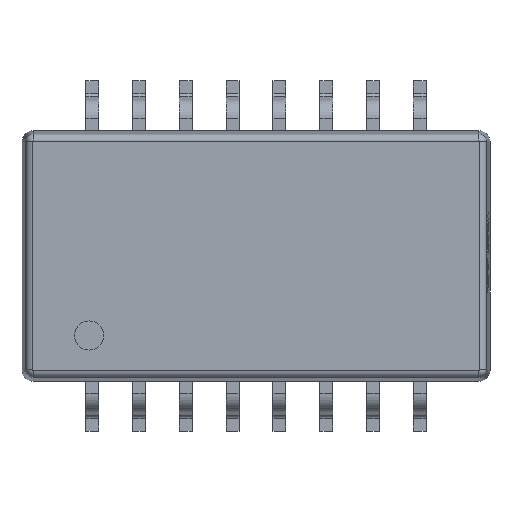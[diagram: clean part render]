
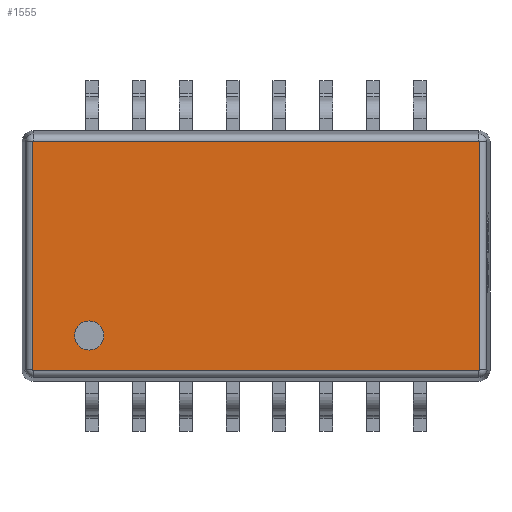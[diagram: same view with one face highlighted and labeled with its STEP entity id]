
A CAD part, top view. The second image highlights one B-rep face of the part: STEP entity #1555.
In plain terms, the highlighted planar face has unit normal (0, 0, 1).
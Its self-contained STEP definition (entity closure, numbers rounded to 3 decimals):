
#23 = DIRECTION ( 'NONE',  ( 0., 0., 1. ) ) ;
#41 = CARTESIAN_POINT ( 'NONE',  ( -6.05, -3.1, 3. ) ) ;
#166 = CARTESIAN_POINT ( 'NONE',  ( 6.05, -3.102, 3. ) ) ;
#372 = CARTESIAN_POINT ( 'NONE',  ( 6.052, -3.1, 3. ) ) ;
#678 = AXIS2_PLACEMENT_3D ( 'NONE', #12837, #4440, #18270 ) ;
#719 = CARTESIAN_POINT ( 'NONE',  ( -6.052, -3.1, 3. ) ) ;
#1112 = VERTEX_POINT ( 'NONE', #5607 ) ;
#1512 = ORIENTED_EDGE ( 'NONE', *, *, #4628, .T. ) ;
#1555 = ADVANCED_FACE ( 'NONE', ( #13285, #11360 ), #6122, .F. ) ;
#1699 = CARTESIAN_POINT ( 'NONE',  ( -6.05, 3.1, 3. ) ) ;
#1701 = AXIS2_PLACEMENT_3D ( 'NONE', #41, #13548, #8776 ) ;
#1803 = DIRECTION ( 'NONE',  ( -1., 0., 0. ) ) ;
#2254 = EDGE_CURVE ( 'NONE', #19690, #1112, #19638, .T. ) ;
#2445 = EDGE_CURVE ( 'NONE', #22445, #20864, #17906, .T. ) ;
#2533 = ORIENTED_EDGE ( 'NONE', *, *, #18763, .T. ) ;
#2790 = LINE ( 'NONE', #19919, #14682 ) ;
#2825 = EDGE_LOOP ( 'NONE', ( #16518, #3551, #5195, #10265, #8248, #14401, #1512, #2533 ) ) ;
#2871 = CARTESIAN_POINT ( 'NONE',  ( 6.052, 3.1, 3. ) ) ;
#3206 = DIRECTION ( 'NONE',  ( 0., -1., 0. ) ) ;
#3241 = EDGE_CURVE ( 'NONE', #20864, #4748, #18730, .T. ) ;
#3413 = CARTESIAN_POINT ( 'NONE',  ( -6.052, 3.1, 3. ) ) ;
#3551 = ORIENTED_EDGE ( 'NONE', *, *, #6457, .T. ) ;
#3674 = EDGE_LOOP ( 'NONE', ( #15345, #4957 ) ) ;
#3919 = CARTESIAN_POINT ( 'NONE',  ( -4.529, -2.164, 3. ) ) ;
#4440 = DIRECTION ( 'NONE',  ( 0., 0., -1. ) ) ;
#4470 = VERTEX_POINT ( 'NONE', #10418 ) ;
#4628 = EDGE_CURVE ( 'NONE', #4748, #14340, #11146, .T. ) ;
#4748 = VERTEX_POINT ( 'NONE', #719 ) ;
#4957 = ORIENTED_EDGE ( 'NONE', *, *, #2254, .F. ) ;
#5195 = ORIENTED_EDGE ( 'NONE', *, *, #13825, .T. ) ;
#5260 = AXIS2_PLACEMENT_3D ( 'NONE', #13069, #7478, #5657 ) ;
#5349 = CIRCLE ( 'NONE', #5719, 0.396 ) ;
#5607 = CARTESIAN_POINT ( 'NONE',  ( -4.133, -2.164, 3. ) ) ;
#5657 = DIRECTION ( 'NONE',  ( -1., 0., 0. ) ) ;
#5719 = AXIS2_PLACEMENT_3D ( 'NONE', #3919, #12651, #19580 ) ;
#6054 = DIRECTION ( 'NONE',  ( -1., 0., 0. ) ) ;
#6122 = PLANE ( 'NONE',  #678 ) ;
#6457 = EDGE_CURVE ( 'NONE', #13962, #17945, #2790, .T. ) ;
#6543 = EDGE_CURVE ( 'NONE', #4470, #13962, #17197, .T. ) ;
#7076 = DIRECTION ( 'NONE',  ( 1., 0., 0. ) ) ;
#7478 = DIRECTION ( 'NONE',  ( 0., 0., 1. ) ) ;
#7579 = DIRECTION ( 'NONE',  ( -1., 0., 0. ) ) ;
#7686 = VERTEX_POINT ( 'NONE', #8064 ) ;
#8064 = CARTESIAN_POINT ( 'NONE',  ( 6.05, 3.102, 3. ) ) ;
#8248 = ORIENTED_EDGE ( 'NONE', *, *, #2445, .T. ) ;
#8501 = CARTESIAN_POINT ( 'NONE',  ( -6.05, 3.102, 3. ) ) ;
#8776 = DIRECTION ( 'NONE',  ( -1., 0., 0. ) ) ;
#9831 = AXIS2_PLACEMENT_3D ( 'NONE', #17280, #23, #20465 ) ;
#10265 = ORIENTED_EDGE ( 'NONE', *, *, #14507, .T. ) ;
#10418 = CARTESIAN_POINT ( 'NONE',  ( 6.05, -3.102, 3. ) ) ;
#11136 = VECTOR ( 'NONE', #7579, 1000. ) ;
#11146 = CIRCLE ( 'NONE', #1701, 0.002 ) ;
#11360 = FACE_OUTER_BOUND ( 'NONE', #2825, .T. ) ;
#11402 = DIRECTION ( 'NONE',  ( 0., 0., 1. ) ) ;
#12039 = DIRECTION ( 'NONE',  ( 0., 0., 1. ) ) ;
#12651 = DIRECTION ( 'NONE',  ( 0., 0., 1. ) ) ;
#12837 = CARTESIAN_POINT ( 'NONE',  ( 6.05, 3.1, 3. ) ) ;
#13069 = CARTESIAN_POINT ( 'NONE',  ( 6.05, 3.1, 3. ) ) ;
#13285 = FACE_BOUND ( 'NONE', #3674, .T. ) ;
#13548 = DIRECTION ( 'NONE',  ( 0., 0., 1. ) ) ;
#13825 = EDGE_CURVE ( 'NONE', #17945, #7686, #19774, .T. ) ;
#13962 = VERTEX_POINT ( 'NONE', #372 ) ;
#14340 = VERTEX_POINT ( 'NONE', #22034 ) ;
#14401 = ORIENTED_EDGE ( 'NONE', *, *, #3241, .T. ) ;
#14507 = EDGE_CURVE ( 'NONE', #7686, #22445, #20165, .T. ) ;
#14682 = VECTOR ( 'NONE', #16711, 1000. ) ;
#14838 = CARTESIAN_POINT ( 'NONE',  ( 6.05, 3.102, 3. ) ) ;
#15104 = CARTESIAN_POINT ( 'NONE',  ( -4.924, -2.164, 3. ) ) ;
#15345 = ORIENTED_EDGE ( 'NONE', *, *, #21959, .F. ) ;
#15762 = AXIS2_PLACEMENT_3D ( 'NONE', #1699, #12039, #1803 ) ;
#16387 = VECTOR ( 'NONE', #7076, 1000. ) ;
#16518 = ORIENTED_EDGE ( 'NONE', *, *, #6543, .T. ) ;
#16711 = DIRECTION ( 'NONE',  ( 0., 1., 0. ) ) ;
#17197 = CIRCLE ( 'NONE', #17914, 0.002 ) ;
#17280 = CARTESIAN_POINT ( 'NONE',  ( -4.529, -2.164, 3. ) ) ;
#17415 = LINE ( 'NONE', #166, #16387 ) ;
#17906 = CIRCLE ( 'NONE', #15762, 0.002 ) ;
#17914 = AXIS2_PLACEMENT_3D ( 'NONE', #21636, #11402, #6054 ) ;
#17945 = VERTEX_POINT ( 'NONE', #2871 ) ;
#18270 = DIRECTION ( 'NONE',  ( -1., 0., 0. ) ) ;
#18730 = LINE ( 'NONE', #3413, #21724 ) ;
#18763 = EDGE_CURVE ( 'NONE', #14340, #4470, #17415, .T. ) ;
#19580 = DIRECTION ( 'NONE',  ( 1., 0., 0. ) ) ;
#19638 = CIRCLE ( 'NONE', #9831, 0.396 ) ;
#19690 = VERTEX_POINT ( 'NONE', #15104 ) ;
#19774 = CIRCLE ( 'NONE', #5260, 0.002 ) ;
#19919 = CARTESIAN_POINT ( 'NONE',  ( 6.052, 3.1, 3. ) ) ;
#20165 = LINE ( 'NONE', #14838, #11136 ) ;
#20465 = DIRECTION ( 'NONE',  ( 1., 0., 0. ) ) ;
#20864 = VERTEX_POINT ( 'NONE', #21657 ) ;
#21636 = CARTESIAN_POINT ( 'NONE',  ( 6.05, -3.1, 3. ) ) ;
#21657 = CARTESIAN_POINT ( 'NONE',  ( -6.052, 3.1, 3. ) ) ;
#21724 = VECTOR ( 'NONE', #3206, 1000. ) ;
#21959 = EDGE_CURVE ( 'NONE', #1112, #19690, #5349, .T. ) ;
#22034 = CARTESIAN_POINT ( 'NONE',  ( -6.05, -3.102, 3. ) ) ;
#22445 = VERTEX_POINT ( 'NONE', #8501 ) ;
